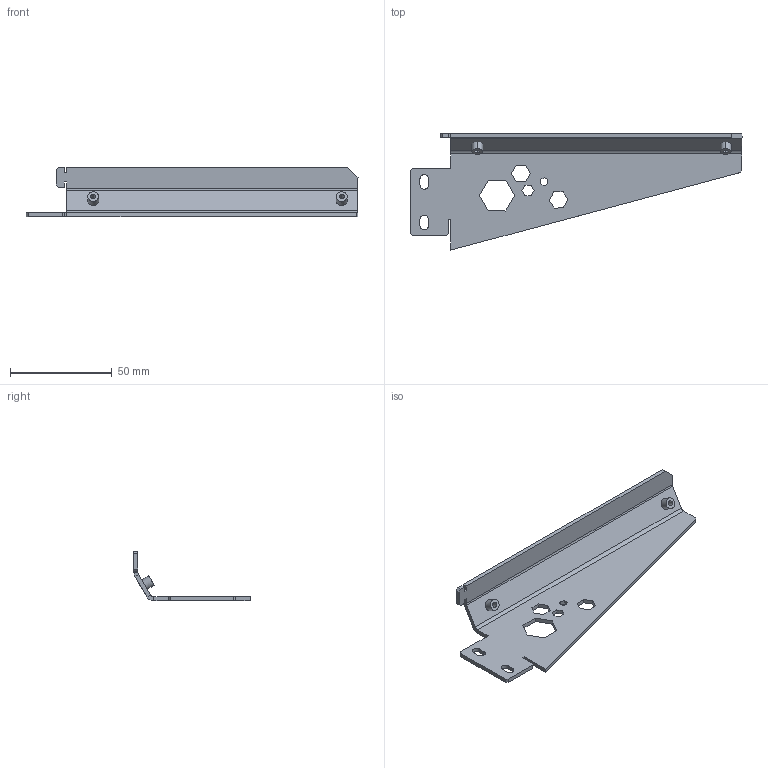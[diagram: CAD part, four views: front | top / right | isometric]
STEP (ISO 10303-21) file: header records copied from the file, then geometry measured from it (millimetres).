
FILE_DESCRIPTION (( 'STEP AP203' ), '1' );
FILE_NAME ('CW1-103-MA_v002 KONZOLE P LIS.STEP', '2019-07-26T07:54:43', ( '' ), ( '' ), 'SwSTEP 2.0', 'SolidWorks 2017', '' );
FILE_SCHEMA (( 'CONFIG_CONTROL_DESIGN' ));
Length unit declared in the file: millimetre
Products named in the file (3): CW1-103-MA_v002 KONZOLE P LIS; CFBSOS3_5M3-6; CW1-003-MA_v002 KONZOLE P
Assembly tree (3 placements, depth 2):
  CW1-103-MA_v002 KONZOLE P LIS
    CW1-003-MA_v002 KONZOLE P
    CFBSOS3_5M3-6  x2
Bounding box: 163 x 57.04 x 24.53 mm (x, y, z)
Volume: 16405.6 mm3; surface area: 17993.5 mm2
Topology: 3 solids, 3 shells, 122 faces, 316 edges, 202 vertices
Faces by surface type: plane 94, cylinder 24, cone 4
Entity records: 3531 total; most frequent: CARTESIAN_POINT 561, ORIENTED_EDGE 548, DIRECTION 530, EDGE_CURVE 274, VECTOR 238, LINE 238, VERTEX_POINT 177, AXIS2_PLACEMENT_3D 146
